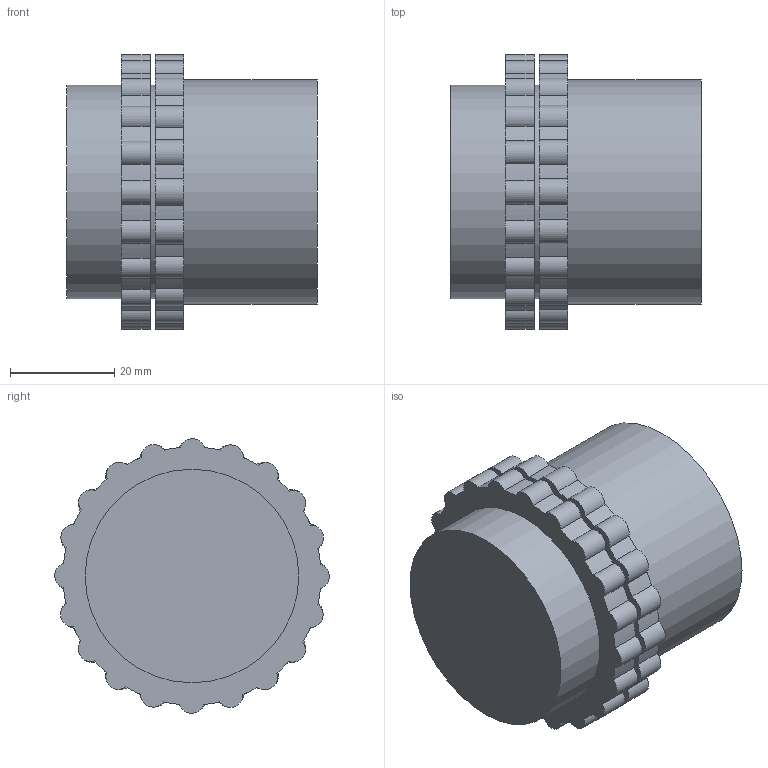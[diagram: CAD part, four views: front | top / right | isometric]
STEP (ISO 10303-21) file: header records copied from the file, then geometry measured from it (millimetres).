
FILE_DESCRIPTION(/* description */ (''),/* implementation_level */ '2;1');
FILE_NAME(/* name */ '',/* time_stamp */ '2023-09-07T11:27:04+07:00',/* author */ ('zeta-09'),/* organization */ (''),/* preprocessor_version */ 'ST-DEVELOPER v19.2',/* originating_system */ 'Autodesk Inventor 2024',/* authorisation */ '');
FILE_SCHEMA (('AUTOMOTIVE_DESIGN { 1 0 10303 214 3 1 1 }'));
Length unit declared in the file: millimetre
Products named in the file (1): Деталь8
Bounding box: 48 x 52.58 x 52.58 mm (x, y, z)
Volume: 74212.3 mm3; surface area: 12419 mm2
Topology: 1 solids, 1 shells, 89 faces, 249 edges, 166 vertices
Faces by surface type: cylinder 83, plane 6
Full cylindrical faces by diameter (mm): 40.9 x2, 42.9 x1
Entity records: 3110 total; most frequent: DIRECTION 595, CARTESIAN_POINT 505, ORIENTED_EDGE 498, AXIS2_PLACEMENT_3D 256, EDGE_CURVE 249, CIRCLE 166, VERTEX_POINT 166, EDGE_LOOP 93
